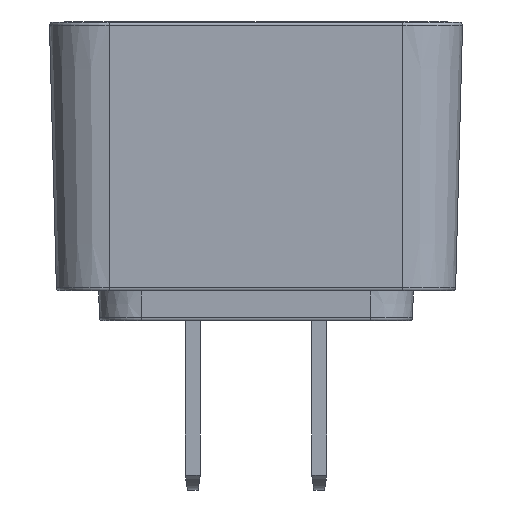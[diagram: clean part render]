
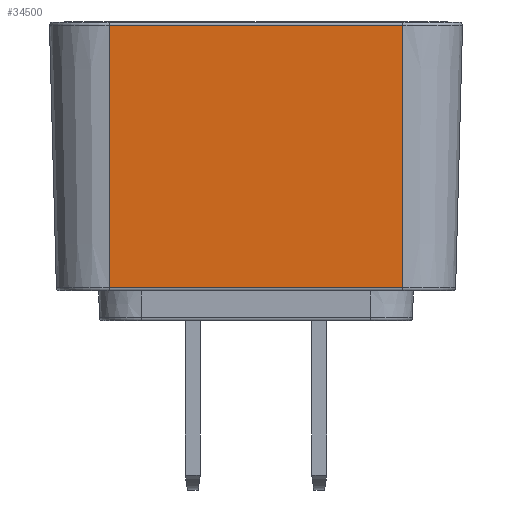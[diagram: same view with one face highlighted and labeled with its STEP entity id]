
A CAD part, left-side view. The second image highlights one B-rep face of the part: STEP entity #34500.
In plain terms, the highlighted face is planar.
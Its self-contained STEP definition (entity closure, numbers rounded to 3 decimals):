
#360 = CARTESIAN_POINT ( 'NONE',  ( 16.029, -14.75, -27. ) ) ;
#2656 = AXIS2_PLACEMENT_3D ( 'NONE', #38928, #20159, #29815 ) ;
#3874 = ORIENTED_EDGE ( 'NONE', *, *, #5727, .T. ) ;
#4014 = EDGE_LOOP ( 'NONE', ( #29400, #3874, #23880, #39303 ) ) ;
#4667 = CARTESIAN_POINT ( 'NONE',  ( 15.329, 14.75, -0.292 ) ) ;
#4915 = EDGE_CURVE ( 'NONE', #13461, #33940, #32546, .T. ) ;
#5727 = EDGE_CURVE ( 'NONE', #13461, #8339, #32973, .T. ) ;
#5777 = EDGE_CURVE ( 'NONE', #12084, #33940, #19426, .T. ) ;
#8339 = VERTEX_POINT ( 'NONE', #30750 ) ;
#11762 = CARTESIAN_POINT ( 'NONE',  ( 16.029, 14.75, -27. ) ) ;
#12084 = VERTEX_POINT ( 'NONE', #4667 ) ;
#13461 = VERTEX_POINT ( 'NONE', #18552 ) ;
#13928 = VECTOR ( 'NONE', #28591, 1000. ) ;
#15883 = DIRECTION ( 'NONE',  ( -0.026, 0., 1. ) ) ;
#16335 = PLANE ( 'NONE',  #2656 ) ;
#16667 = CARTESIAN_POINT ( 'NONE',  ( 15.329, -14.75, -0.292 ) ) ;
#18552 = CARTESIAN_POINT ( 'NONE',  ( 16.021, -14.75, -26.692 ) ) ;
#18917 = VECTOR ( 'NONE', #19578, 1000. ) ;
#19426 = LINE ( 'NONE', #22976, #18917 ) ;
#19439 = DIRECTION ( 'NONE',  ( 0., 1., 0. ) ) ;
#19578 = DIRECTION ( 'NONE',  ( 0., -1., 0. ) ) ;
#20159 = DIRECTION ( 'NONE',  ( 1., 0., 0.026 ) ) ;
#20352 = FACE_OUTER_BOUND ( 'NONE', #4014, .T. ) ;
#22976 = CARTESIAN_POINT ( 'NONE',  ( 15.329, -14.75, -0.292 ) ) ;
#23880 = ORIENTED_EDGE ( 'NONE', *, *, #27580, .T. ) ;
#27050 = VECTOR ( 'NONE', #15883, 1000. ) ;
#27487 = LINE ( 'NONE', #11762, #13928 ) ;
#27580 = EDGE_CURVE ( 'NONE', #8339, #12084, #27487, .T. ) ;
#27952 = VECTOR ( 'NONE', #19439, 1000. ) ;
#28591 = DIRECTION ( 'NONE',  ( -0.026, 0., 1. ) ) ;
#29400 = ORIENTED_EDGE ( 'NONE', *, *, #4915, .F. ) ;
#29815 = DIRECTION ( 'NONE',  ( 0.026, 0., -1. ) ) ;
#30750 = CARTESIAN_POINT ( 'NONE',  ( 16.021, 14.75, -26.692 ) ) ;
#32546 = LINE ( 'NONE', #360, #27050 ) ;
#32973 = LINE ( 'NONE', #35886, #27952 ) ;
#33940 = VERTEX_POINT ( 'NONE', #16667 ) ;
#34500 = ADVANCED_FACE ( 'NONE', ( #20352 ), #16335, .T. ) ;
#35886 = CARTESIAN_POINT ( 'NONE',  ( 16.021, -14.75, -26.692 ) ) ;
#38928 = CARTESIAN_POINT ( 'NONE',  ( 16.029, -14.75, -27. ) ) ;
#39303 = ORIENTED_EDGE ( 'NONE', *, *, #5777, .T. ) ;
